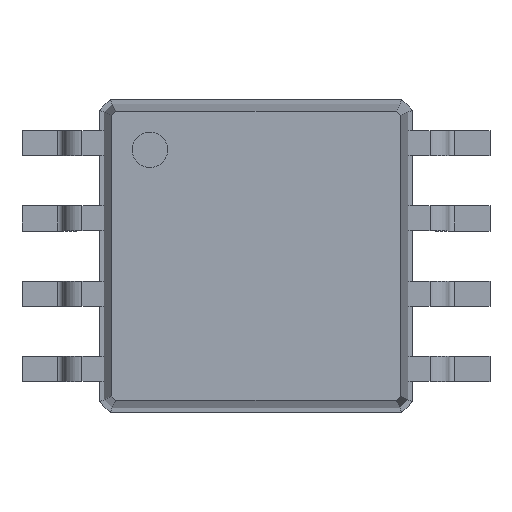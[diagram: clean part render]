
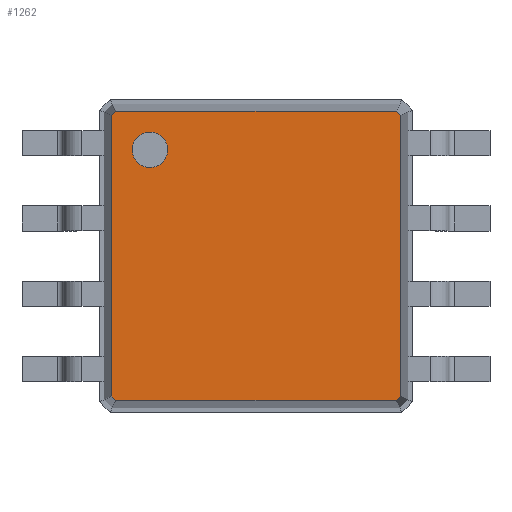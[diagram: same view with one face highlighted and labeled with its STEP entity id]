
A CAD part, top view. The second image highlights one B-rep face of the part: STEP entity #1262.
In plain terms, the highlighted planar face has unit normal (0, 0, 1).
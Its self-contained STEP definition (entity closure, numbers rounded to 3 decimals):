
#13=DIRECTION('',(0.,0.,1.));
#28=VECTOR('',#29,1.);
#29=DIRECTION('',(1.,0.,0.));
#36=VECTOR('',#37,1.);
#37=DIRECTION('',(0.,-1.,0.));
#74=DIRECTION('',(0.,-0.,-1.));
#98=VECTOR('',#99,1.);
#99=DIRECTION('',(-1.,0.,0.));
#106=DIRECTION('',(0.,1.,0.));
#388=VECTOR('',#389,1.);
#389=DIRECTION('',(0.707,-0.707,0.));
#395=VECTOR('',#396,1.);
#396=DIRECTION('',(-0.707,-0.707,0.));
#407=VECTOR('',#408,1.);
#408=DIRECTION('',(-0.707,0.707,0.));
#414=VECTOR('',#106,1.);
#418=VECTOR('',#419,1.);
#419=DIRECTION('',(0.707,0.707,0.));
#627=VERTEX_POINT('',#628);
#628=CARTESIAN_POINT('',(2.441,-2.364,2.055));
#631=EDGE_CURVE('',#632,#627,#634,.T.);
#632=VERTEX_POINT('',#633);
#633=CARTESIAN_POINT('',(2.441,2.364,2.055));
#634=LINE('',#633,#36);
#1254=VERTEX_POINT('',#1255);
#1255=CARTESIAN_POINT('',(2.364,-2.441,2.055));
#1258=EDGE_CURVE('',#627,#1254,#1259,.T.);
#1259=LINE('',#628,#395);
#1262=ADVANCED_FACE('',(#1263,#1295),#1304,.F.);
#1263=FACE_BOUND('',#1264,.F.);
#1264=EDGE_LOOP('',(#1265,#1272,#1275,#1276,#1277,#1282,#1287,#1292));
#1265=ORIENTED_EDGE('',*,*,#1266,.T.);
#1266=EDGE_CURVE('',#1267,#1269,#1271,.T.);
#1267=VERTEX_POINT('',#1268);
#1268=CARTESIAN_POINT('',(-2.364,2.441,2.055));
#1269=VERTEX_POINT('',#1270);
#1270=CARTESIAN_POINT('',(2.364,2.441,2.055));
#1271=LINE('',#1268,#28);
#1272=ORIENTED_EDGE('',*,*,#1273,.T.);
#1273=EDGE_CURVE('',#1269,#632,#1274,.T.);
#1274=LINE('',#1270,#388);
#1275=ORIENTED_EDGE('',*,*,#631,.T.);
#1276=ORIENTED_EDGE('',*,*,#1258,.T.);
#1277=ORIENTED_EDGE('',*,*,#1278,.T.);
#1278=EDGE_CURVE('',#1254,#1279,#1281,.T.);
#1279=VERTEX_POINT('',#1280);
#1280=CARTESIAN_POINT('',(-2.364,-2.441,2.055));
#1281=LINE('',#1255,#98);
#1282=ORIENTED_EDGE('',*,*,#1283,.T.);
#1283=EDGE_CURVE('',#1279,#1284,#1286,.T.);
#1284=VERTEX_POINT('',#1285);
#1285=CARTESIAN_POINT('',(-2.441,-2.364,2.055));
#1286=LINE('',#1280,#407);
#1287=ORIENTED_EDGE('',*,*,#1288,.T.);
#1288=EDGE_CURVE('',#1284,#1289,#1291,.T.);
#1289=VERTEX_POINT('',#1290);
#1290=CARTESIAN_POINT('',(-2.441,2.364,2.055));
#1291=LINE('',#1285,#414);
#1292=ORIENTED_EDGE('',*,*,#1293,.T.);
#1293=EDGE_CURVE('',#1289,#1267,#1294,.T.);
#1294=LINE('',#1290,#418);
#1295=FACE_BOUND('',#1296,.F.);
#1296=EDGE_LOOP('',(#1297));
#1297=ORIENTED_EDGE('',*,*,#1298,.T.);
#1298=EDGE_CURVE('',#1299,#1299,#1301,.T.);
#1299=VERTEX_POINT('',#1300);
#1300=CARTESIAN_POINT('',(-1.791,1.491,2.055));
#1301=CIRCLE('',#1302,0.3);
#1302=AXIS2_PLACEMENT_3D('',#1303,#13,#37);
#1303=CARTESIAN_POINT('',(-1.791,1.791,2.055));
#1304=PLANE('',#1305);
#1305=AXIS2_PLACEMENT_3D('',#1268,#74,#1306);
#1306=DIRECTION('',(0.696,-0.718,0.));
